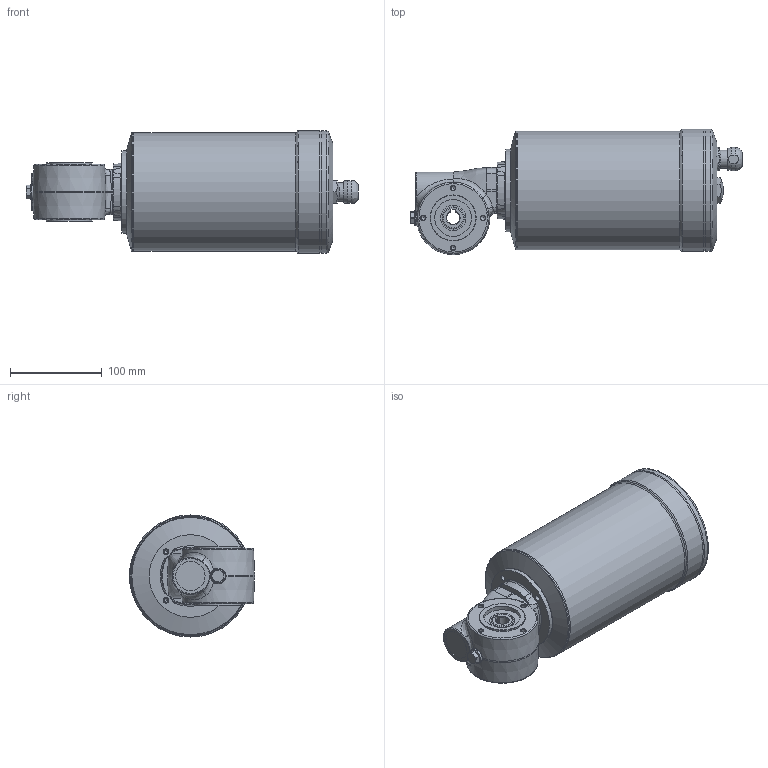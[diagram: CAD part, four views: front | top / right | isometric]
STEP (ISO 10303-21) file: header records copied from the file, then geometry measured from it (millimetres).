
FILE_DESCRIPTION( ( 'Unknown' ), '1' );
FILE_NAME( 'CF8DBC551C56CBA97A6380D42FBCE0.3d.stp', 'Unknown', ( 'Unknown' ), ( 'Unknown' ), 'PSStep 10.1', 'Unknown', ' ' );
FILE_SCHEMA( ( 'AUTOMOTIVE_DESIGN { 1 0 10303 214 1 1 1 1 }' ) );
Length unit declared in the file: millimetre
Products named in the file (1): N308800
Bounding box: 361.5 x 136.46 x 133 mm (x, y, z)
Volume: 3332786.1 mm3; surface area: 166115 mm2
Topology: 1 solids, 11 shells, 393 faces, 950 edges, 607 vertices
Faces by surface type: plane 127, cylinder 108, cone 83, bspline 43, torus 31, sphere 1
Full cylindrical faces by diameter (mm): 3.242 x2, 4.134 x8, 4.917 x12, 6 x8, 6.5 x4, 7 x1, 10 x4, 11 x5, 13.4 x1, 16.662 x1, 17 x2, 20 x2, 27.5 x2, 30 x1, 32 x1, 40 x1, 47 x1, 50 x2, 52 x1, 60 x1, 90 x1, 128.98 x1, 129 x2, 132.98 x2, 133 x3
Entity records: 18428 total; most frequent: CARTESIAN_POINT 7444, DIRECTION 1593, ORIENTED_EDGE 1424, EDGE_CURVE 712, AXIS2_PLACEMENT_3D 699, EDGE_LOOP 585, VERTEX_POINT 530, FACE_OUTER_BOUND 479
